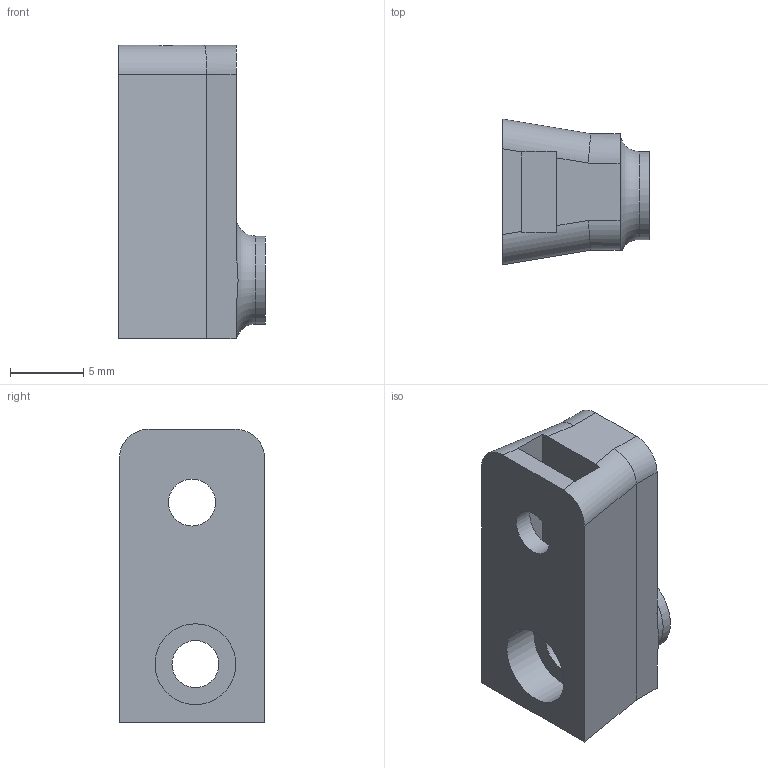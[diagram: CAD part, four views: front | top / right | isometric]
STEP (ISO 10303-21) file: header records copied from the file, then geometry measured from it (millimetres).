
FILE_DESCRIPTION(/* description */ (''),/* implementation_level */ '2;1');
FILE_NAME(/* name */ 'tendi_cinghia.stp',/* time_stamp */ '2025-06-09T12:54:26+02:00',/* author */ ('R5800u'),/* organization */ (''),/* preprocessor_version */ 'ST-DEVELOPER v20',/* originating_system */ 'Autodesk Inventor 2025',/* authorisation */ '');
FILE_SCHEMA (('AUTOMOTIVE_DESIGN { 1 0 10303 214 3 1 1 }'));
Length unit declared in the file: millimetre
Products named in the file (1): tendi_cinghia
Bounding box: 10 x 9.9 x 20 mm (x, y, z)
Volume: 1125.4 mm3; surface area: 1108.9 mm2
Topology: 1 solids, 1 shells, 30 faces, 76 edges, 50 vertices
Faces by surface type: plane 19, cylinder 10, torus 1
Full cylindrical faces by diameter (mm): 3.2 x3, 5.5 x2, 6 x1
Entity records: 988 total; most frequent: CARTESIAN_POINT 185, DIRECTION 163, ORIENTED_EDGE 152, EDGE_CURVE 76, AXIS2_PLACEMENT_3D 60, VERTEX_POINT 50, LINE 43, VECTOR 43
